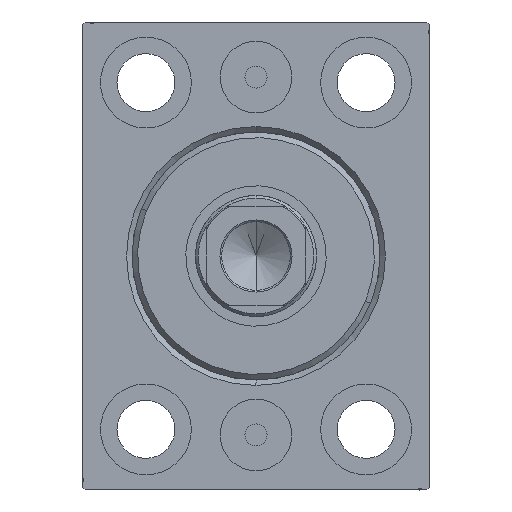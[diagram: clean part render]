
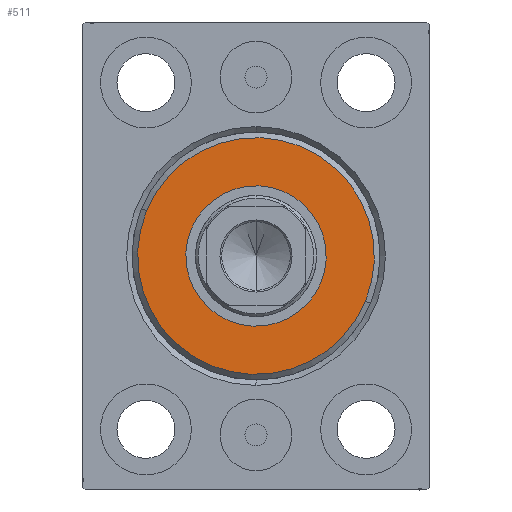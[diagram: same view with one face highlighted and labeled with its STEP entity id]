
A CAD part, left-side view. The second image highlights one B-rep face of the part: STEP entity #511.
In plain terms, the highlighted face is planar.
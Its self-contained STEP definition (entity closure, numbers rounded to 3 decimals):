
#495 = EDGE_CURVE ( 'NONE', #34434, #41522, #40511, .T. ) ;
#511 = ADVANCED_FACE ( 'NONE', ( #7820, #17975 ), #27919, .T. ) ;
#958 = DIRECTION ( 'NONE',  ( -1., 0., 0. ) ) ;
#3789 = EDGE_LOOP ( 'NONE', ( #4187, #30664 ) ) ;
#4187 = ORIENTED_EDGE ( 'NONE', *, *, #29235, .T. ) ;
#5089 = CARTESIAN_POINT ( 'NONE',  ( 3., 0., -21.5 ) ) ;
#5923 = AXIS2_PLACEMENT_3D ( 'NONE', #8251, #958, #13994 ) ;
#7140 = EDGE_LOOP ( 'NONE', ( #33252, #14480 ) ) ;
#7820 = FACE_OUTER_BOUND ( 'NONE', #3789, .T. ) ;
#8073 = CARTESIAN_POINT ( 'NONE',  ( 3., 0., 0. ) ) ;
#8251 = CARTESIAN_POINT ( 'NONE',  ( 3., 0., 0. ) ) ;
#9681 = CIRCLE ( 'NONE', #23088, 12.75 ) ;
#13994 = DIRECTION ( 'NONE',  ( 0., 0., -1. ) ) ;
#14480 = ORIENTED_EDGE ( 'NONE', *, *, #34411, .T. ) ;
#14493 = DIRECTION ( 'NONE',  ( 1., 0., 0. ) ) ;
#17975 = FACE_BOUND ( 'NONE', #7140, .T. ) ;
#21088 = CARTESIAN_POINT ( 'NONE',  ( 3., 0., -12.75 ) ) ;
#21276 = CARTESIAN_POINT ( 'NONE',  ( 3., 0., 12.75 ) ) ;
#21299 = DIRECTION ( 'NONE',  ( 0., 0., -1. ) ) ;
#21729 = CARTESIAN_POINT ( 'NONE',  ( 3., 0., 0. ) ) ;
#21932 = CARTESIAN_POINT ( 'NONE',  ( 3., 0., 21.5 ) ) ;
#22877 = AXIS2_PLACEMENT_3D ( 'NONE', #21729, #24611, #21299 ) ;
#23088 = AXIS2_PLACEMENT_3D ( 'NONE', #24586, #37634, #31870 ) ;
#24586 = CARTESIAN_POINT ( 'NONE',  ( 3., 0., 0. ) ) ;
#24611 = DIRECTION ( 'NONE',  ( 1., 0., 0. ) ) ;
#24671 = DIRECTION ( 'NONE',  ( 0., 0., -1. ) ) ;
#24865 = DIRECTION ( 'NONE',  ( 1., 0., 0. ) ) ;
#25080 = DIRECTION ( 'NONE',  ( 0., 0., -1. ) ) ;
#25949 = EDGE_CURVE ( 'NONE', #42418, #35973, #29330, .T. ) ;
#27865 = CIRCLE ( 'NONE', #34248, 21.5 ) ;
#27919 = PLANE ( 'NONE',  #22877 ) ;
#29235 = EDGE_CURVE ( 'NONE', #35973, #42418, #27865, .T. ) ;
#29330 = CIRCLE ( 'NONE', #37136, 21.5 ) ;
#30664 = ORIENTED_EDGE ( 'NONE', *, *, #25949, .T. ) ;
#31306 = CARTESIAN_POINT ( 'NONE',  ( 3., 0., 0. ) ) ;
#31870 = DIRECTION ( 'NONE',  ( 0., 0., -1. ) ) ;
#33252 = ORIENTED_EDGE ( 'NONE', *, *, #495, .T. ) ;
#34248 = AXIS2_PLACEMENT_3D ( 'NONE', #8073, #24865, #25080 ) ;
#34411 = EDGE_CURVE ( 'NONE', #41522, #34434, #9681, .T. ) ;
#34434 = VERTEX_POINT ( 'NONE', #21276 ) ;
#35973 = VERTEX_POINT ( 'NONE', #21932 ) ;
#37136 = AXIS2_PLACEMENT_3D ( 'NONE', #31306, #14493, #24671 ) ;
#37634 = DIRECTION ( 'NONE',  ( -1., 0., 0. ) ) ;
#40511 = CIRCLE ( 'NONE', #5923, 12.75 ) ;
#41522 = VERTEX_POINT ( 'NONE', #21088 ) ;
#42418 = VERTEX_POINT ( 'NONE', #5089 ) ;
